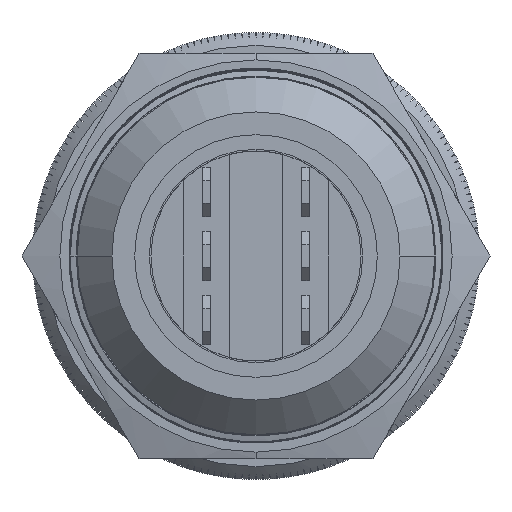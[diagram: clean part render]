
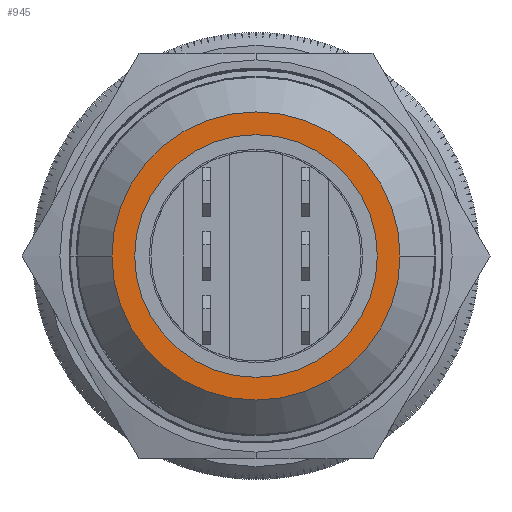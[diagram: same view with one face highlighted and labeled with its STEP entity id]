
A CAD part, front view. The second image highlights one B-rep face of the part: STEP entity #945.
In plain terms, the highlighted planar face has unit normal (0, -1, 0).
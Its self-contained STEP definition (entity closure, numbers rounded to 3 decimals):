
#945=ADVANCED_FACE('0:7875',(#2605,#2606),#2607,.T.);
#2605=FACE_OUTER_BOUND('',#7407,.T.);
#2606=FACE_BOUND('',#7408,.T.);
#2607=PLANE('',#7409);
#7407=EDGE_LOOP('',(#15181,#15182));
#7408=EDGE_LOOP('',(#15183,#15184));
#7409=AXIS2_PLACEMENT_3D('',#15185,#15186,#15187);
#15181=ORIENTED_EDGE('',*,*,#18153,.T.);
#15182=ORIENTED_EDGE('',*,*,#18055,.T.);
#15183=ORIENTED_EDGE('',*,*,#18049,.T.);
#15184=ORIENTED_EDGE('',*,*,#18154,.T.);
#15185=CARTESIAN_POINT('',(72.08,-8.965,7.265));
#15186=DIRECTION('',(0.,-1.0,0.));
#15187=DIRECTION('',(-1.0,0.,0.));
#18049=EDGE_CURVE('0:8190',#21725,#21722,#21726,.F.);
#18055=EDGE_CURVE('0:8187',#21731,#21735,#21737,.T.);
#18153=EDGE_CURVE('0:8187',#21735,#21731,#21897,.T.);
#18154=EDGE_CURVE('0:8190',#21722,#21725,#21898,.F.);
#21722=VERTEX_POINT('',#33456);
#21725=VERTEX_POINT('',#33460);
#21726=CIRCLE('',#33461,7.425);
#21731=VERTEX_POINT('',#33467);
#21735=VERTEX_POINT('',#33472);
#21737=CIRCLE('',#33475,8.815);
#21897=CIRCLE('',#47718,8.815);
#21898=CIRCLE('',#47719,7.425);
#33456=CARTESIAN_POINT('',(64.655,-8.965,7.265));
#33460=CARTESIAN_POINT('',(79.505,-8.965,7.265));
#33461=AXIS2_PLACEMENT_3D('',#52142,#52143,#52144);
#33467=CARTESIAN_POINT('',(63.265,-8.965,7.265));
#33472=CARTESIAN_POINT('',(80.895,-8.965,7.265));
#33475=AXIS2_PLACEMENT_3D('',#52154,#52155,#52156);
#47718=AXIS2_PLACEMENT_3D('',#52243,#52244,#52245);
#47719=AXIS2_PLACEMENT_3D('',#52246,#52247,#52248);
#52142=CARTESIAN_POINT('',(72.08,-8.965,7.265));
#52143=DIRECTION('',(0.,-1.0,0.));
#52144=DIRECTION('',(-1.0,0.,0.));
#52154=CARTESIAN_POINT('',(72.08,-8.965,7.265));
#52155=DIRECTION('',(0.,-1.0,0.));
#52156=DIRECTION('',(-1.0,0.,0.));
#52243=CARTESIAN_POINT('',(72.08,-8.965,7.265));
#52244=DIRECTION('',(0.,-1.0,0.));
#52245=DIRECTION('',(-1.0,0.,0.));
#52246=CARTESIAN_POINT('',(72.08,-8.965,7.265));
#52247=DIRECTION('',(0.,-1.0,0.));
#52248=DIRECTION('',(-1.0,0.,0.));
